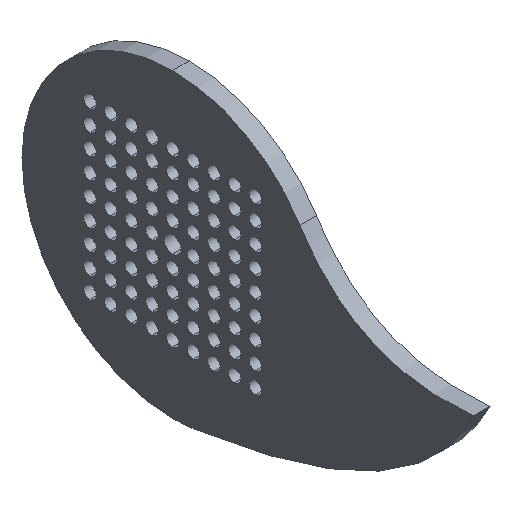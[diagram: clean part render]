
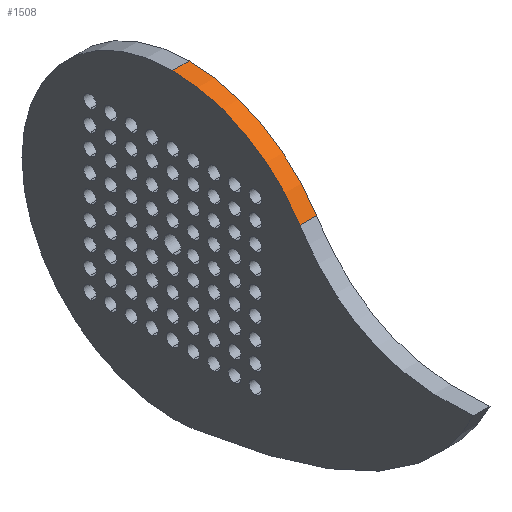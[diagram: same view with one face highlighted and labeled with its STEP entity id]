
A CAD part, isometric view. The second image highlights one B-rep face of the part: STEP entity #1508.
In plain terms, the highlighted cylindrical face has radius 18.224 mm (diameter 36.448 mm), a partial arc.
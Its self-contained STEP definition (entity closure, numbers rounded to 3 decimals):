
#98 = CARTESIAN_POINT ( 'NONE',  ( 43.5, 0., 0. ) ) ;
#469 = CIRCLE ( 'NONE', #1647, 18.224 ) ;
#487 = VERTEX_POINT ( 'NONE', #3062 ) ;
#563 = AXIS2_PLACEMENT_3D ( 'NONE', #2509, #2533, #2919 ) ;
#614 = B_SPLINE_CURVE_WITH_KNOTS ( 'NONE', 3,
 ( #3121, #5985, #6416, #3652 ),
 .UNSPECIFIED., .F., .F.,
 ( 4, 4 ),
 ( 0., 1. ),
 .UNSPECIFIED. ) ;
#627 = DIRECTION ( 'NONE',  ( 0., 0., 1. ) ) ;
#642 = CARTESIAN_POINT ( 'NONE',  ( 41.5, 0., 0. ) ) ;
#1016 = EDGE_LOOP ( 'NONE', ( #6071, #6138, #6206, #6401 ) ) ;
#1209 = DIRECTION ( 'NONE',  ( 0., 0., 1. ) ) ;
#1253 = CYLINDRICAL_SURFACE ( 'NONE', #563, 18.224 ) ;
#1445 = FACE_OUTER_BOUND ( 'NONE', #1016, .T. ) ;
#1508 = ADVANCED_FACE ( 'NONE', ( #1445 ), #1253, .T. ) ;
#1647 = AXIS2_PLACEMENT_3D ( 'NONE', #98, #3843, #627 ) ;
#1977 = VERTEX_POINT ( 'NONE', #5501 ) ;
#2509 = CARTESIAN_POINT ( 'NONE',  ( 41.5, 0., 0. ) ) ;
#2533 = DIRECTION ( 'NONE',  ( 1., 0., 0. ) ) ;
#2680 = LINE ( 'NONE', #5399, #6313 ) ;
#2919 = DIRECTION ( 'NONE',  ( 0., 0., -1. ) ) ;
#2981 = EDGE_CURVE ( 'NONE', #5792, #487, #469, .T. ) ;
#3062 = CARTESIAN_POINT ( 'NONE',  ( 43.5, 0., 18.224 ) ) ;
#3102 = CARTESIAN_POINT ( 'NONE',  ( 43.5, -15.409, 9.731 ) ) ;
#3121 = CARTESIAN_POINT ( 'NONE',  ( 41.5, -15.409, 9.731 ) ) ;
#3145 = CIRCLE ( 'NONE', #6412, 18.224 ) ;
#3652 = CARTESIAN_POINT ( 'NONE',  ( 43.5, -15.409, 9.731 ) ) ;
#3843 = DIRECTION ( 'NONE',  ( -1., 0., 0. ) ) ;
#3910 = VERTEX_POINT ( 'NONE', #6185 ) ;
#4358 = DIRECTION ( 'NONE',  ( -1., 0., 0. ) ) ;
#4451 = DIRECTION ( 'NONE',  ( 1., 0., 0. ) ) ;
#4787 = EDGE_CURVE ( 'NONE', #3910, #487, #2680, .T. ) ;
#5399 = CARTESIAN_POINT ( 'NONE',  ( 41.5, 0., 18.224 ) ) ;
#5416 = EDGE_CURVE ( 'NONE', #1977, #3910, #3145, .T. ) ;
#5501 = CARTESIAN_POINT ( 'NONE',  ( 41.5, -15.409, 9.731 ) ) ;
#5792 = VERTEX_POINT ( 'NONE', #3102 ) ;
#5851 = EDGE_CURVE ( 'NONE', #1977, #5792, #614, .T. ) ;
#5985 = CARTESIAN_POINT ( 'NONE',  ( 42.167, -15.409, 9.731 ) ) ;
#6071 = ORIENTED_EDGE ( 'NONE', *, *, #4787, .F. ) ;
#6138 = ORIENTED_EDGE ( 'NONE', *, *, #5416, .F. ) ;
#6185 = CARTESIAN_POINT ( 'NONE',  ( 41.5, 0., 18.224 ) ) ;
#6206 = ORIENTED_EDGE ( 'NONE', *, *, #5851, .T. ) ;
#6313 = VECTOR ( 'NONE', #4451, 1000. ) ;
#6401 = ORIENTED_EDGE ( 'NONE', *, *, #2981, .T. ) ;
#6412 = AXIS2_PLACEMENT_3D ( 'NONE', #642, #4358, #1209 ) ;
#6416 = CARTESIAN_POINT ( 'NONE',  ( 42.833, -15.409, 9.731 ) ) ;
